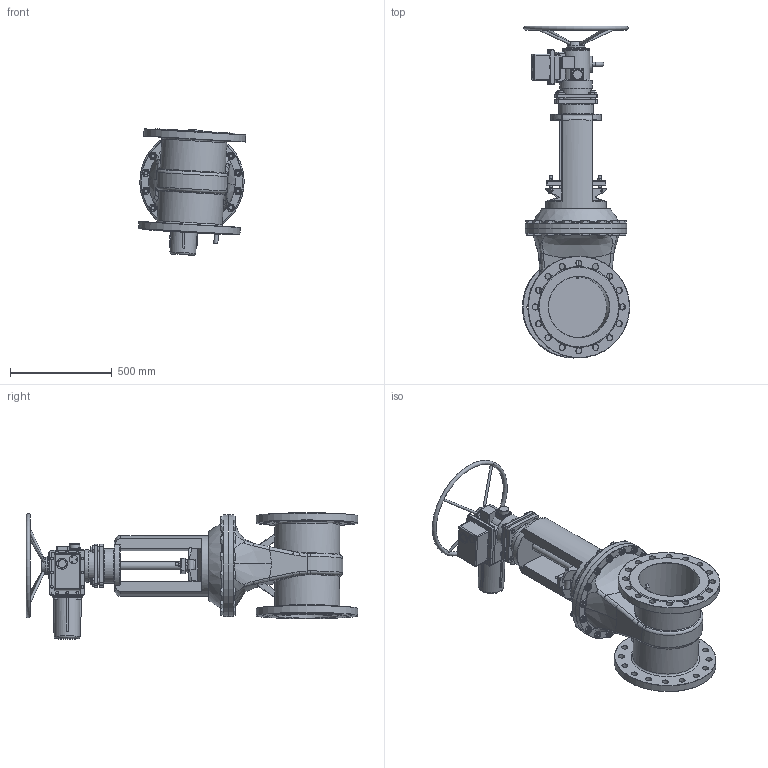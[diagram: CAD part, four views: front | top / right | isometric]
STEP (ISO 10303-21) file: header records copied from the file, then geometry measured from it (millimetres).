
FILE_DESCRIPTION(/* description */ (''),/* implementation_level */ '2;1');
FILE_NAME(/* name */ 'DN300_3D_STEP.stp',/* time_stamp */ '2024-01-17T00:36:39+03:00',/* author */ ('igorr'),/* organization */ (''),/* preprocessor_version */ 'ST-DEVELOPER v19.2',/* originating_system */ 'Autodesk Inventor 2023',/* authorisation */ '');
FILE_SCHEMA (('AUTOMOTIVE_DESIGN { 1 0 10303 214 3 1 1 }'));
Length unit declared in the file: millimetre
Products named in the file (17): Сборка; Сборка_Двигатель; Деталь2; AS 1110 - M4 x 8; AS 1110 - M2,5 x 6; AS 1110 - M10 x 16; AS 1420 - 1973 - M10 x 16; AS 1110 - M8 x 12; Сборка_Чертежная; Деталь1; AS 1110 - M20 x 35; ISO 4035 - M20; ISO 4035 - M22; ANSI B18.2.4.2M - M12x1,75; AS 1110 - M24 x 40; AS 1421 - M24 x 60 засверленный 
конец; BS 3692 - M24
Assembly tree (118 placements, depth 3):
  Сборка
    Сборка_Двигатель
      Деталь2
      AS 1110 - M10 x 16  x8
      AS 1110 - M4 x 8  x8
      AS 1110 - M2,5 x 6  x9
      AS 1420 - 1973 - M10 x 16  x4
      AS 1110 - M8 x 12  x24
    Сборка_Чертежная
      Деталь1
      AS 1110 - M20 x 35  x12
      ISO 4035 - M20  x7
      ISO 4035 - M22  x12
      ANSI B18.2.4.2M - M12x1,75  x2
      AS 1110 - M24 x 40  x16
      BS 3692 - M24  x4
    AS 1421 - M24 x 60 засверленный 
конец  x4
    BS 3692 - M24  x4
Bounding box: 527.47 x 1631.62 x 622.51 mm (x, y, z)
Volume: 83924724.8 mm3; surface area: 4278351.7 mm2
Topology: 116 solids, 122 shells, 3382 faces, 7525 edges, 4534 vertices
Faces by surface type: plane 1782, cone 986, cylinder 495, bspline 68, torus 41, sphere 10
Full cylindrical faces by diameter (mm): 2.5 x9, 3 x9, 4 x8, 5 x21, 7 x8, 7.8 x2, 8 x26, 10 x31, 10.106 x2, 12 x16, 13 x24, 16 x12, 17.294 x7, 19.294 x12, 20 x14, 20.752 x8, 22 x8, 24 x20, 25 x32, 30 x46, 36 x16, 40 x3, 44.558 x2, 50 x1, 55 x1, 60 x1, 70 x2, 80 x1, 85 x1, 90 x2
Entity records: 35970 total; most frequent: CARTESIAN_POINT 10382, DIRECTION 5129, ORIENTED_EDGE 4852, EDGE_CURVE 2426, AXIS2_PLACEMENT_3D 2048, VERTEX_POINT 1540, EDGE_LOOP 1288, LINE 1033
